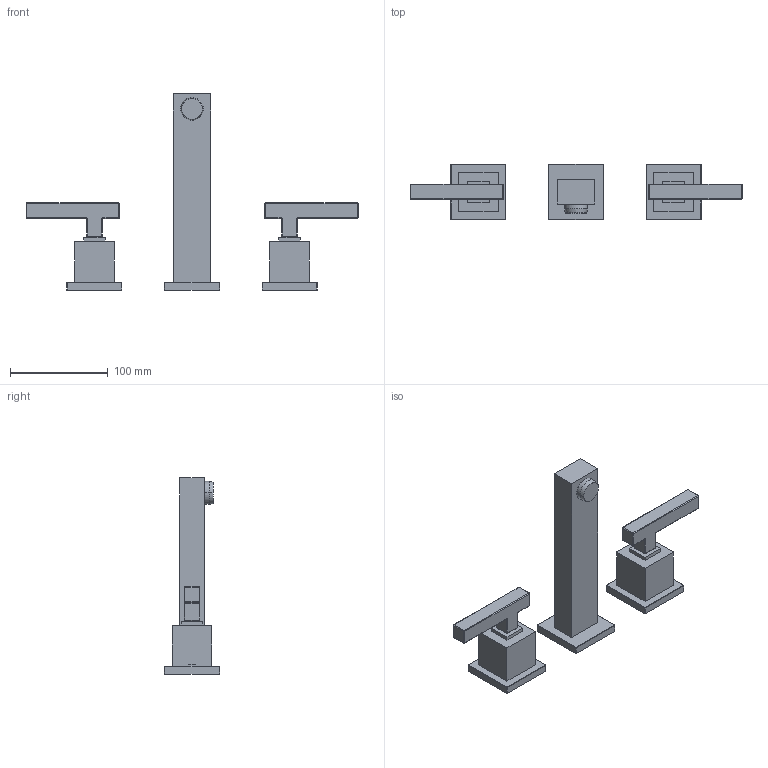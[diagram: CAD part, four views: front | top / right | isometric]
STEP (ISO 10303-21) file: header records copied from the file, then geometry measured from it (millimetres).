
FILE_DESCRIPTION((''),'2;1');
FILE_NAME('3-2031_SW','2020-11-25T09:08:07',('rsmith'),(''),'CREO PARAMETRIC BY PTC INC, 2018400','CREO PARAMETRIC BY PTC INC, 2018400','');
FILE_SCHEMA(('AUTOMOTIVE_DESIGN { 1 0 10303 214 1 1 1 1 }'));
Length unit declared in the file: inch
Products named in the file (1): 3-2031_SW
Bounding box: 340.21 x 56.39 x 200.91 mm (x, y, z)
Volume: 464267.3 mm3; surface area: 81242.5 mm2
Topology: 3 solids, 5 shells, 211 faces, 436 edges, 248 vertices
Faces by surface type: cylinder 92, plane 71, sphere 36, torus 10, bspline 2
Entity records: 9338 total; most frequent: DIRECTION 1054, CARTESIAN_POINT 951, ORIENTED_EDGE 872, PRESENTATION_STYLE_ASSIGNMENT 647, STYLED_ITEM 439, CURVE_STYLE 436, EDGE_CURVE 436, AXIS2_PLACEMENT_3D 409
